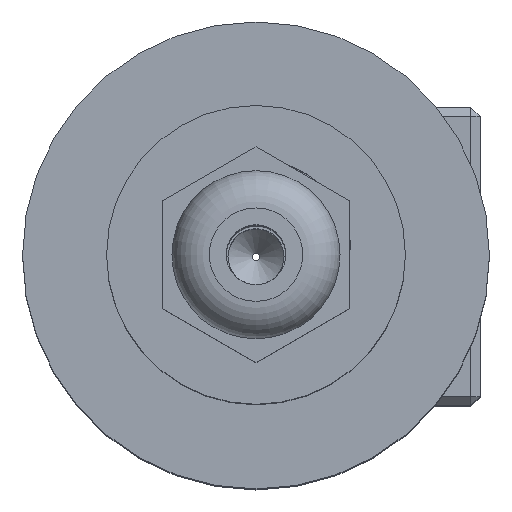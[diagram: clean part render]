
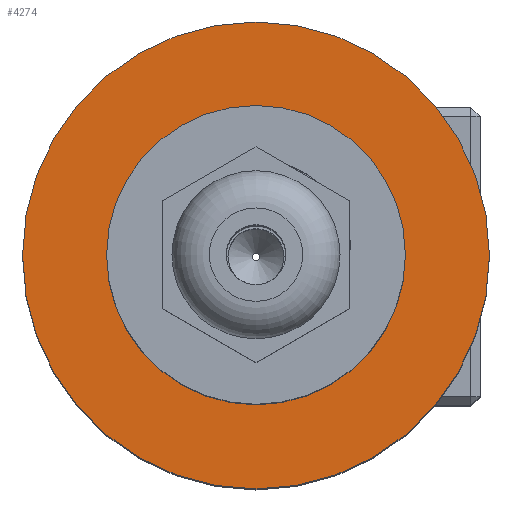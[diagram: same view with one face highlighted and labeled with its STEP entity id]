
A CAD part, top view. The second image highlights one B-rep face of the part: STEP entity #4274.
In plain terms, the highlighted planar face has unit normal (0, 0, 1).
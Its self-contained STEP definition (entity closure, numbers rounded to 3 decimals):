
#72=FACE_BOUND('',#582,.T.);
#116=PLANE('',#4664);
#295=FACE_OUTER_BOUND('',#581,.T.);
#581=EDGE_LOOP('',(#3191));
#582=EDGE_LOOP('',(#3192));
#789=CIRCLE('',#4583,4.5);
#829=CIRCLE('',#4662,12.5);
#1771=VERTEX_POINT('',#10170);
#1811=VERTEX_POINT('',#10310);
#2250=EDGE_CURVE('',#1771,#1771,#789,.T.);
#2310=EDGE_CURVE('',#1811,#1811,#829,.T.);
#3191=ORIENTED_EDGE('',*,*,#2310,.T.);
#3192=ORIENTED_EDGE('',*,*,#2250,.T.);
#4274=ADVANCED_FACE('',(#295,#72),#116,.T.);
#4583=AXIS2_PLACEMENT_3D('',#10172,#5093,#5094);
#4662=AXIS2_PLACEMENT_3D('',#10311,#5271,#5272);
#4664=AXIS2_PLACEMENT_3D('',#10315,#5276,#5277);
#5093=DIRECTION('center_axis',(0.,0.,-1.));
#5094=DIRECTION('ref_axis',(1.,0.,0.));
#5271=DIRECTION('center_axis',(0.,0.,1.));
#5272=DIRECTION('ref_axis',(1.,0.,0.));
#5276=DIRECTION('center_axis',(0.,0.,1.));
#5277=DIRECTION('ref_axis',(1.,0.,0.));
#10170=CARTESIAN_POINT('',(-4.5,0.,31.8));
#10172=CARTESIAN_POINT('Origin',(0.,0.,31.8));
#10310=CARTESIAN_POINT('',(-12.5,0.,31.8));
#10311=CARTESIAN_POINT('Origin',(0.,0.,31.8));
#10315=CARTESIAN_POINT('Origin',(0.,0.,31.8));
